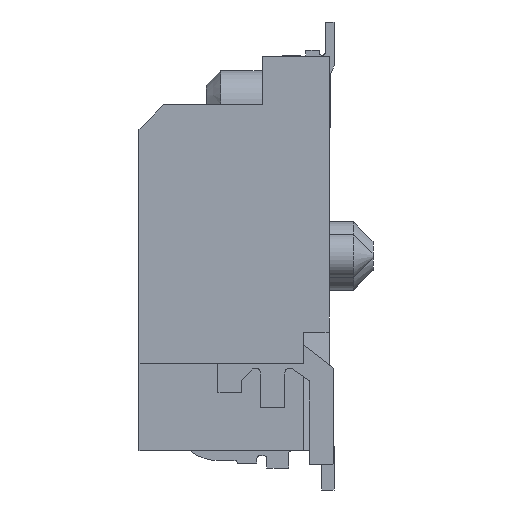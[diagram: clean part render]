
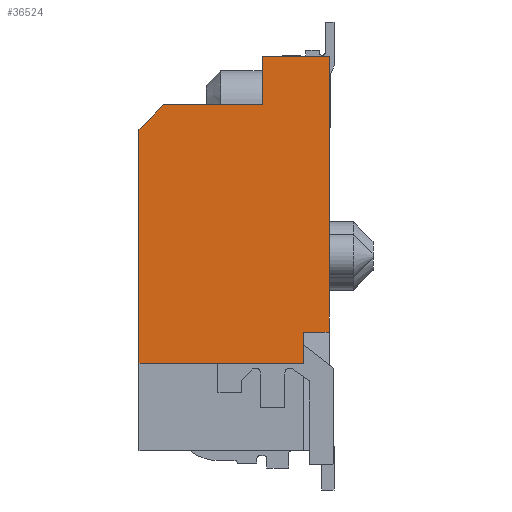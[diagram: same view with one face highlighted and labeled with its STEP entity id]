
A CAD part, left-side view. The second image highlights one B-rep face of the part: STEP entity #36524.
In plain terms, the highlighted planar face has unit normal (-1, 0, 0).
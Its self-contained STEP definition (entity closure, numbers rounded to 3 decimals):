
#637 = DIRECTION ( 'NONE',  ( 0., 1., 0. ) ) ;
#1070 = LINE ( 'NONE', #35160, #5773 ) ;
#1240 = VERTEX_POINT ( 'NONE', #10388 ) ;
#1272 = VECTOR ( 'NONE', #637, 1000. ) ;
#2576 = DIRECTION ( 'NONE',  ( 0., 0., -1. ) ) ;
#3157 = LINE ( 'NONE', #6016, #8015 ) ;
#3706 = DIRECTION ( 'NONE',  ( 0., 0., -1. ) ) ;
#3814 = EDGE_CURVE ( 'NONE', #30585, #30089, #5071, .T. ) ;
#4075 = EDGE_CURVE ( 'NONE', #25857, #1240, #3157, .T. ) ;
#4255 = LINE ( 'NONE', #33544, #1272 ) ;
#5071 = LINE ( 'NONE', #25729, #26977 ) ;
#5139 = VERTEX_POINT ( 'NONE', #27895 ) ;
#5398 = CARTESIAN_POINT ( 'NONE',  ( -14.95, 3.9, -2.2 ) ) ;
#5482 = DIRECTION ( 'NONE',  ( 0., 1., 0. ) ) ;
#5773 = VECTOR ( 'NONE', #9499, 1000. ) ;
#6016 = CARTESIAN_POINT ( 'NONE',  ( -14.95, 3.9, -4. ) ) ;
#7264 = DIRECTION ( 'NONE',  ( 0., 0., 1. ) ) ;
#7618 = PLANE ( 'NONE',  #23392 ) ;
#7775 = ORIENTED_EDGE ( 'NONE', *, *, #11679, .F. ) ;
#8015 = VECTOR ( 'NONE', #3706, 1000. ) ;
#8200 = VECTOR ( 'NONE', #5482, 1000. ) ;
#8358 = CARTESIAN_POINT ( 'NONE',  ( -14.95, 0.78, -1.56 ) ) ;
#9499 = DIRECTION ( 'NONE',  ( 0., 0.707, -0.707 ) ) ;
#9725 = DIRECTION ( 'NONE',  ( 0., -1., 0. ) ) ;
#9930 = LINE ( 'NONE', #15835, #33505 ) ;
#9970 = VERTEX_POINT ( 'NONE', #23012 ) ;
#10059 = CARTESIAN_POINT ( 'NONE',  ( -14.95, 0., -1.56 ) ) ;
#10234 = ORIENTED_EDGE ( 'NONE', *, *, #31944, .T. ) ;
#10388 = CARTESIAN_POINT ( 'NONE',  ( -14.95, 3.9, -2.2 ) ) ;
#10583 = LINE ( 'NONE', #5398, #11005 ) ;
#11005 = VECTOR ( 'NONE', #28362, 1000. ) ;
#11679 = EDGE_CURVE ( 'NONE', #9970, #18349, #18514, .T. ) ;
#11719 = EDGE_CURVE ( 'NONE', #22220, #9970, #9930, .T. ) ;
#12065 = VECTOR ( 'NONE', #7264, 1000. ) ;
#12628 = CARTESIAN_POINT ( 'NONE',  ( -14.95, 0.53, -2.2 ) ) ;
#13340 = CARTESIAN_POINT ( 'NONE',  ( -14.95, 0.53, -1.56 ) ) ;
#13383 = LINE ( 'NONE', #13574, #12065 ) ;
#13574 = CARTESIAN_POINT ( 'NONE',  ( -14.95, 0., -4. ) ) ;
#14195 = CARTESIAN_POINT ( 'NONE',  ( -14.95, 3.9, 2.6 ) ) ;
#14802 = CARTESIAN_POINT ( 'NONE',  ( -14.95, 0., 4.1 ) ) ;
#15025 = ORIENTED_EDGE ( 'NONE', *, *, #25526, .T. ) ;
#15484 = ORIENTED_EDGE ( 'NONE', *, *, #11719, .F. ) ;
#15648 = CARTESIAN_POINT ( 'NONE',  ( -14.95, 1.375, 4.1 ) ) ;
#15766 = VECTOR ( 'NONE', #9725, 1000. ) ;
#15835 = CARTESIAN_POINT ( 'NONE',  ( -14.95, 1.375, 3.1 ) ) ;
#16706 = EDGE_LOOP ( 'NONE', ( #31268, #25696, #21277, #18637, #24239, #7775, #15484, #15025, #10234 ) ) ;
#18349 = VERTEX_POINT ( 'NONE', #14802 ) ;
#18400 = FACE_OUTER_BOUND ( 'NONE', #16706, .T. ) ;
#18514 = LINE ( 'NONE', #15648, #15766 ) ;
#18637 = ORIENTED_EDGE ( 'NONE', *, *, #31810, .F. ) ;
#19283 = DIRECTION ( 'NONE',  ( 1., 0., 0. ) ) ;
#19771 = VERTEX_POINT ( 'NONE', #10059 ) ;
#21277 = ORIENTED_EDGE ( 'NONE', *, *, #3814, .F. ) ;
#22220 = VERTEX_POINT ( 'NONE', #27936 ) ;
#22987 = EDGE_CURVE ( 'NONE', #30089, #1240, #10583, .T. ) ;
#23012 = CARTESIAN_POINT ( 'NONE',  ( -14.95, 1.375, 4.1 ) ) ;
#23392 = AXIS2_PLACEMENT_3D ( 'NONE', #25417, #19283, #24332 ) ;
#24239 = ORIENTED_EDGE ( 'NONE', *, *, #30162, .T. ) ;
#24332 = DIRECTION ( 'NONE',  ( 0., 0., -1. ) ) ;
#25417 = CARTESIAN_POINT ( 'NONE',  ( -14.95, 0., -4. ) ) ;
#25526 = EDGE_CURVE ( 'NONE', #22220, #5139, #4255, .T. ) ;
#25696 = ORIENTED_EDGE ( 'NONE', *, *, #22987, .F. ) ;
#25729 = CARTESIAN_POINT ( 'NONE',  ( -14.95, 0.53, -4. ) ) ;
#25857 = VERTEX_POINT ( 'NONE', #14195 ) ;
#26977 = VECTOR ( 'NONE', #2576, 1000. ) ;
#27511 = DIRECTION ( 'NONE',  ( 0., 0., 1. ) ) ;
#27895 = CARTESIAN_POINT ( 'NONE',  ( -14.95, 3.4, 3.1 ) ) ;
#27936 = CARTESIAN_POINT ( 'NONE',  ( -14.95, 1.375, 3.1 ) ) ;
#28362 = DIRECTION ( 'NONE',  ( 0., 1., 0. ) ) ;
#30089 = VERTEX_POINT ( 'NONE', #12628 ) ;
#30162 = EDGE_CURVE ( 'NONE', #19771, #18349, #13383, .T. ) ;
#30585 = VERTEX_POINT ( 'NONE', #13340 ) ;
#31268 = ORIENTED_EDGE ( 'NONE', *, *, #4075, .T. ) ;
#31810 = EDGE_CURVE ( 'NONE', #19771, #30585, #37839, .T. ) ;
#31944 = EDGE_CURVE ( 'NONE', #5139, #25857, #1070, .T. ) ;
#33505 = VECTOR ( 'NONE', #27511, 1000. ) ;
#33544 = CARTESIAN_POINT ( 'NONE',  ( -14.95, 0., 3.1 ) ) ;
#35160 = CARTESIAN_POINT ( 'NONE',  ( -14.95, 3.4, 3.1 ) ) ;
#36524 = ADVANCED_FACE ( 'NONE', ( #18400 ), #7618, .F. ) ;
#37839 = LINE ( 'NONE', #8358, #8200 ) ;
